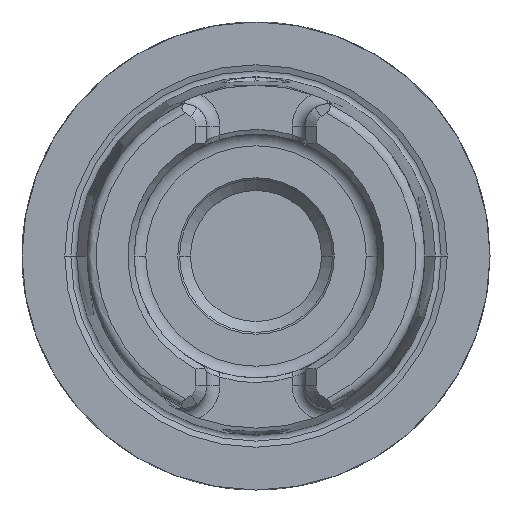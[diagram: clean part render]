
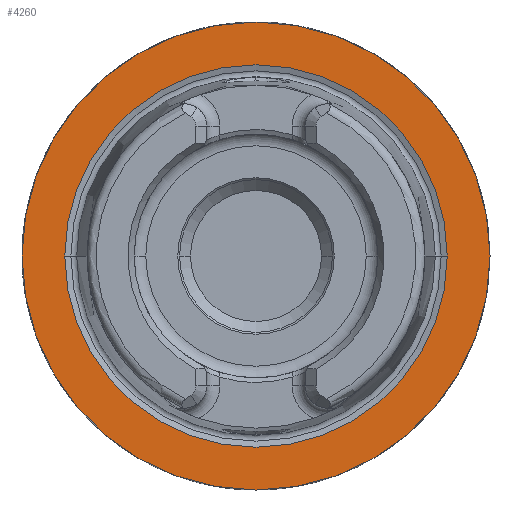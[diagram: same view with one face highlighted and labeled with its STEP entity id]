
A CAD part, left-side view. The second image highlights one B-rep face of the part: STEP entity #4260.
In plain terms, the highlighted planar face has unit normal (-1, 0, 0).
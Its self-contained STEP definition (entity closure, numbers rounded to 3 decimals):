
#867=CARTESIAN_POINT('',(0.,0.,0.));
#868=DIRECTION('',(1.,0.,0.));
#869=DIRECTION('',(0.,1.,0.));
#870=AXIS2_PLACEMENT_3D('',#867,#868,#869);
#872=CARTESIAN_POINT('',(0.,0.,0.));
#873=DIRECTION('',(-1.,0.,0.));
#874=DIRECTION('',(0.,1.,0.));
#875=AXIS2_PLACEMENT_3D('',#872,#873,#874);
#877=CARTESIAN_POINT('',(0.,0.,0.));
#878=DIRECTION('',(-1.,0.,0.));
#879=DIRECTION('',(0.,-1.,0.));
#880=AXIS2_PLACEMENT_3D('',#877,#878,#879);
#882=CARTESIAN_POINT('',(0.,0.,0.));
#883=DIRECTION('',(-1.,0.,0.));
#884=DIRECTION('',(0.,1.,0.));
#885=AXIS2_PLACEMENT_3D('',#882,#883,#884);
#2810=CARTESIAN_POINT('',(0.,-20.425,0.));
#2811=VERTEX_POINT('',#2810);
#2812=CARTESIAN_POINT('',(0.,20.425,0.));
#2813=VERTEX_POINT('',#2812);
#3152=CARTESIAN_POINT('',(0.,25.,0.));
#3153=CARTESIAN_POINT('',(0.,-25.,0.));
#3154=VERTEX_POINT('',#3152);
#3155=VERTEX_POINT('',#3153);
#4245=CARTESIAN_POINT('',(0.,0.,0.));
#4246=DIRECTION('',(1.,0.,0.));
#4247=DIRECTION('',(0.,-1.,0.));
#4248=AXIS2_PLACEMENT_3D('',#4245,#4246,#4247);
#4249=PLANE('',#4248);
#4251=ORIENTED_EDGE('',*,*,#4250,.T.);
#4253=ORIENTED_EDGE('',*,*,#4252,.F.);
#4254=EDGE_LOOP('',(#4251,#4253));
#4255=FACE_OUTER_BOUND('',#4254,.F.);
#4256=ORIENTED_EDGE('',*,*,#4240,.T.);
#4257=ORIENTED_EDGE('',*,*,#4224,.T.);
#4258=EDGE_LOOP('',(#4256,#4257));
#4259=FACE_BOUND('',#4258,.F.);
#4260=ADVANCED_FACE('',(#4255,#4259),#4249,.F.);
#871=CIRCLE('',#870,25.);
#876=CIRCLE('',#875,25.);
#881=CIRCLE('',#880,20.425);
#886=CIRCLE('',#885,20.425);
#4224=EDGE_CURVE('',#2813,#2811,#886,.T.);
#4240=EDGE_CURVE('',#2811,#2813,#881,.T.);
#4250=EDGE_CURVE('',#3154,#3155,#871,.T.);
#4252=EDGE_CURVE('',#3154,#3155,#876,.T.);
